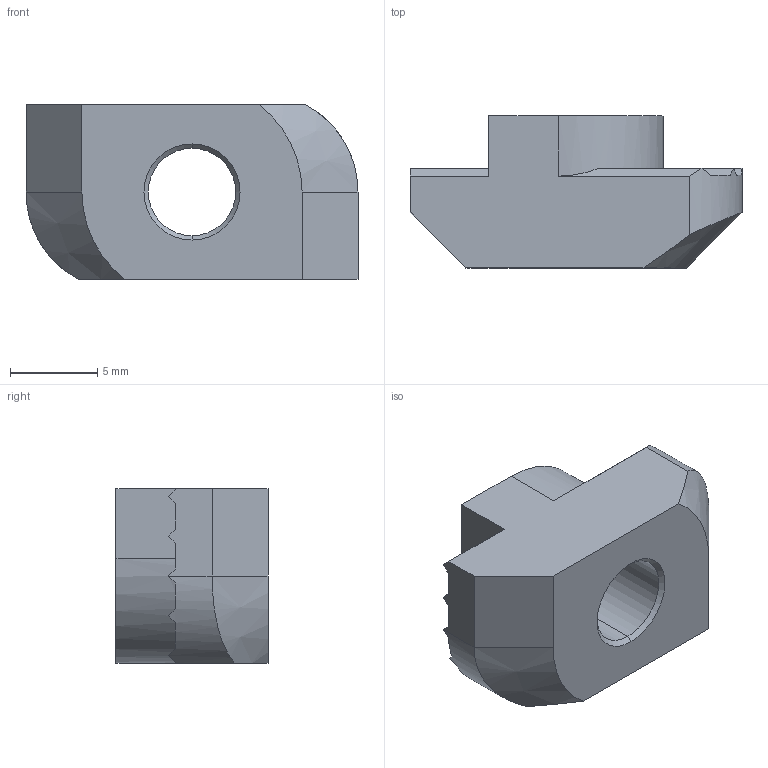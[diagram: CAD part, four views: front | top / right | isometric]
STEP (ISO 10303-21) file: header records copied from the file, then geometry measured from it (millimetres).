
FILE_DESCRIPTION (( 'STEP AP214' ), '1' );
FILE_NAME ('SNSD.30.51.52. Ò-Ãàéêà Ì6, ïàç 10(D43).STEP', '2014-12-02T07:52:42', ( 'XTreme.ws' ), ( 'XTreme.ws' ), 'SwSTEP 2.0', 'SolidWorks 2014', '' );
FILE_SCHEMA (( 'AUTOMOTIVE_DESIGN' ));
Length unit declared in the file: millimetre
Products named in the file (1): SNSD.30.51.52. Ò-Ãàéêà Ì6, ïàç 10(D43)
Bounding box: 19 x 8.7 x 10 mm (x, y, z)
Volume: 990 mm3; surface area: 822 mm2
Topology: 1 solids, 1 shells, 50 faces, 136 edges, 88 vertices
Faces by surface type: plane 38, cone 6, cylinder 6
Entity records: 1648 total; most frequent: CARTESIAN_POINT 379, ORIENTED_EDGE 272, DIRECTION 234, EDGE_CURVE 136, VECTOR 88, LINE 88, VERTEX_POINT 88, AXIS2_PLACEMENT_3D 73
